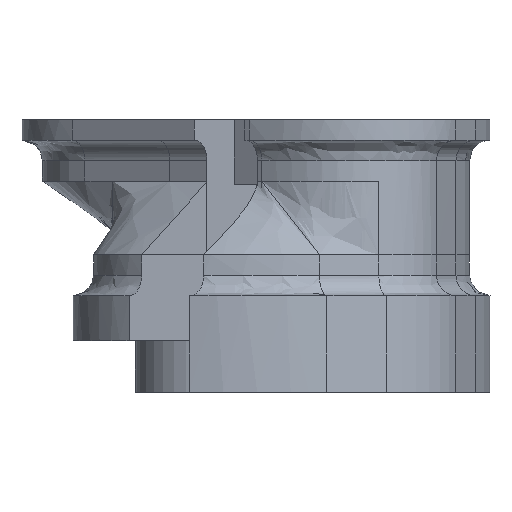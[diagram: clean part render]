
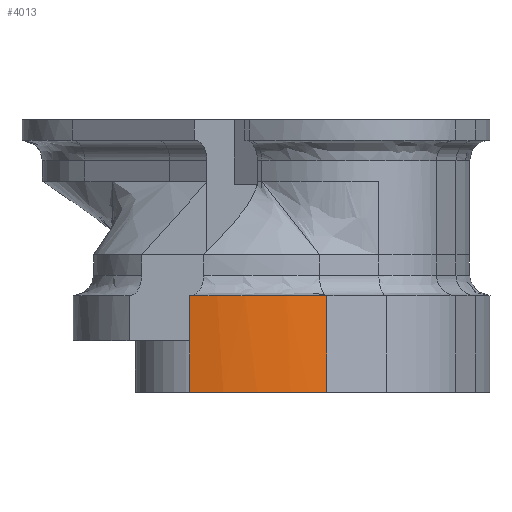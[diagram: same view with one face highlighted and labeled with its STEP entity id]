
A CAD part, left-side view. The second image highlights one B-rep face of the part: STEP entity #4013.
In plain terms, the highlighted free-form (B-spline) face has degree [3, 1] with [17, 2] control points.
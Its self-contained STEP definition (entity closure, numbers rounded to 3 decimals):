
#71 = CARTESIAN_POINT ( 'NONE',  ( -16.657, -2.548, -16.406 ) ) ;
#89 = EDGE_CURVE ( 'NONE', #2071, #4949, #133, .T. ) ;
#133 = LINE ( 'NONE', #4207, #4580 ) ;
#243 = VERTEX_POINT ( 'NONE', #1158 ) ;
#267 = VECTOR ( 'NONE', #4689, 1000. ) ;
#331 = B_SPLINE_SURFACE_WITH_KNOTS ( 'NONE', 3, 1, ( 
 ( #2513, #4989 ),
 ( #4608, #434 ),
 ( #3790, #2086 ),
 ( #4199, #4115 ),
 ( #1687, #2137 ),
 ( #1269, #517 ),
 ( #2922, #892 ),
 ( #71, #1739 ),
 ( #3385, #2160 ),
 ( #1212, #2867 ),
 ( #4524, #810 ),
 ( #406, #3078 ),
 ( #1016, #2652 ),
 ( #2212, #943 ),
 ( #3840, #3512 ),
 ( #2678, #1400 ),
 ( #3052, #3867 ) ),
 .UNSPECIFIED., .F., .F., .F.,
 ( 4, 1, 1, 1, 1, 1, 1, 1, 1, 1, 1, 1, 1, 1, 4 ),
 ( 2, 2 ),
 ( 0.423, 0.428, 0.434, 0.441, 0.449, 0.457, 0.465, 0.473, 0.48, 0.488, 0.494, 0.504, 0.512, 0.52, 0.527 ),
 ( 0., 1. ),
 .UNSPECIFIED. ) ;
#406 = CARTESIAN_POINT ( 'NONE',  ( -16.289, -5.7, -16.406 ) ) ;
#434 = CARTESIAN_POINT ( 'NONE',  ( -16.342, 1.629, -8.906 ) ) ;
#470 = ORIENTED_EDGE ( 'NONE', *, *, #4509, .T. ) ;
#517 = CARTESIAN_POINT ( 'NONE',  ( -16.649, -0.926, -8.906 ) ) ;
#593 = LINE ( 'NONE', #1813, #267 ) ;
#638 = CARTESIAN_POINT ( 'NONE',  ( -16.648, -2.819, -8.906 ) ) ;
#721 = CARTESIAN_POINT ( 'NONE',  ( -16.637, -0.656, -8.906 ) ) ;
#807 = CARTESIAN_POINT ( 'NONE',  ( -16.657, -2.548, -16.406 ) ) ;
#810 = CARTESIAN_POINT ( 'NONE',  ( -16.43, -4.902, -8.906 ) ) ;
#892 = CARTESIAN_POINT ( 'NONE',  ( -16.669, -1.737, -8.906 ) ) ;
#943 = CARTESIAN_POINT ( 'NONE',  ( -15.887, -7.342, -8.906 ) ) ;
#1016 = CARTESIAN_POINT ( 'NONE',  ( -16.115, -6.493, -16.406 ) ) ;
#1142 = CARTESIAN_POINT ( 'NONE',  ( -16.66, -1.197, -8.906 ) ) ;
#1158 = CARTESIAN_POINT ( 'NONE',  ( -16.305, 1.799, -16.406 ) ) ;
#1212 = CARTESIAN_POINT ( 'NONE',  ( -16.533, -4.165, -16.406 ) ) ;
#1237 = CARTESIAN_POINT ( 'NONE',  ( -16.533, -4.165, -16.406 ) ) ;
#1269 = CARTESIAN_POINT ( 'NONE',  ( -16.649, -0.926, -16.406 ) ) ;
#1400 = CARTESIAN_POINT ( 'NONE',  ( -15.464, -8.625, -8.906 ) ) ;
#1421 = ORIENTED_EDGE ( 'NONE', *, *, #89, .T. ) ;
#1565 = CARTESIAN_POINT ( 'NONE',  ( -16.515, 0.622, -16.406 ) ) ;
#1582 = CARTESIAN_POINT ( 'NONE',  ( -16.329, -5.502, -8.906 ) ) ;
#1687 = CARTESIAN_POINT ( 'NONE',  ( -16.597, -0.117, -16.406 ) ) ;
#1739 = CARTESIAN_POINT ( 'NONE',  ( -16.657, -2.548, -8.906 ) ) ;
#1789 = CARTESIAN_POINT ( 'NONE',  ( -15.367, -8.878, -16.406 ) ) ;
#1813 = CARTESIAN_POINT ( 'NONE',  ( -16.305, 1.799, -16.406 ) ) ;
#1985 = CARTESIAN_POINT ( 'NONE',  ( -15.367, -8.878, -8.906 ) ) ;
#2071 = VERTEX_POINT ( 'NONE', #1789 ) ;
#2086 = CARTESIAN_POINT ( 'NONE',  ( -16.414, 1.261, -8.906 ) ) ;
#2137 = CARTESIAN_POINT ( 'NONE',  ( -16.597, -0.117, -8.906 ) ) ;
#2160 = CARTESIAN_POINT ( 'NONE',  ( -16.612, -3.358, -8.906 ) ) ;
#2173 = ORIENTED_EDGE ( 'NONE', *, *, #4816, .T. ) ;
#2212 = CARTESIAN_POINT ( 'NONE',  ( -15.887, -7.342, -16.406 ) ) ;
#2358 = CARTESIAN_POINT ( 'NONE',  ( -15.812, -7.601, -8.906 ) ) ;
#2366 = CARTESIAN_POINT ( 'NONE',  ( -16.414, 1.261, -16.406 ) ) ;
#2482 = CARTESIAN_POINT ( 'NONE',  ( -15.464, -8.625, -16.406 ) ) ;
#2513 = CARTESIAN_POINT ( 'NONE',  ( -16.305, 1.799, -16.406 ) ) ;
#2563 = CARTESIAN_POINT ( 'NONE',  ( -16.289, -5.7, -16.406 ) ) ;
#2635 = DIRECTION ( 'NONE',  ( 0., 0., 1. ) ) ;
#2652 = CARTESIAN_POINT ( 'NONE',  ( -16.115, -6.493, -8.906 ) ) ;
#2678 = CARTESIAN_POINT ( 'NONE',  ( -15.464, -8.625, -16.406 ) ) ;
#2695 = CARTESIAN_POINT ( 'NONE',  ( -16.305, 1.798, -8.906 ) ) ;
#2696 = CARTESIAN_POINT ( 'NONE',  ( -15.367, -8.878, -8.906 ) ) ;
#2750 = ORIENTED_EDGE ( 'NONE', *, *, #4110, .F. ) ;
#2776 = CARTESIAN_POINT ( 'NONE',  ( -16.342, 1.629, -16.406 ) ) ;
#2867 = CARTESIAN_POINT ( 'NONE',  ( -16.533, -4.165, -8.906 ) ) ;
#2888 = B_SPLINE_CURVE_WITH_KNOTS ( 'NONE', 3,
 ( #1985, #5244, #3175, #2358, #4347, #5309, #1582, #4859, #4426, #638, #4015, #1142, #721, #3234, #4890, #2695 ),
 .UNSPECIFIED., .F., .F.,
 ( 4, 2, 2, 2, 2, 2, 2, 4 ),
 ( 0., 0.028, 0.084, 0.14, 0.197, 0.253, 0.309, 0.376 ),
 .UNSPECIFIED. ) ;
#2922 = CARTESIAN_POINT ( 'NONE',  ( -16.669, -1.737, -16.406 ) ) ;
#3052 = CARTESIAN_POINT ( 'NONE',  ( -15.367, -8.878, -16.406 ) ) ;
#3078 = CARTESIAN_POINT ( 'NONE',  ( -16.289, -5.7, -8.906 ) ) ;
#3079 = CARTESIAN_POINT ( 'NONE',  ( -16.305, 1.798, -8.906 ) ) ;
#3175 = CARTESIAN_POINT ( 'NONE',  ( -15.554, -8.37, -8.906 ) ) ;
#3234 = CARTESIAN_POINT ( 'NONE',  ( -16.534, 0.526, -8.906 ) ) ;
#3245 = CARTESIAN_POINT ( 'NONE',  ( -16.649, -0.926, -16.406 ) ) ;
#3323 = CARTESIAN_POINT ( 'NONE',  ( -15.367, -8.878, -16.406 ) ) ;
#3385 = CARTESIAN_POINT ( 'NONE',  ( -16.612, -3.358, -16.406 ) ) ;
#3512 = CARTESIAN_POINT ( 'NONE',  ( -15.645, -8.116, -8.906 ) ) ;
#3649 = CARTESIAN_POINT ( 'NONE',  ( -16.597, -0.117, -16.406 ) ) ;
#3709 = FACE_OUTER_BOUND ( 'NONE', #3982, .T. ) ;
#3786 = CARTESIAN_POINT ( 'NONE',  ( -15.887, -7.342, -16.406 ) ) ;
#3790 = CARTESIAN_POINT ( 'NONE',  ( -16.414, 1.261, -16.406 ) ) ;
#3813 = CARTESIAN_POINT ( 'NONE',  ( -15.645, -8.116, -16.406 ) ) ;
#3840 = CARTESIAN_POINT ( 'NONE',  ( -15.645, -8.116, -16.406 ) ) ;
#3867 = CARTESIAN_POINT ( 'NONE',  ( -15.367, -8.878, -8.906 ) ) ;
#3982 = EDGE_LOOP ( 'NONE', ( #2750, #2173, #1421, #470 ) ) ;
#4013 = ADVANCED_FACE ( 'NONE', ( #3709 ), #331, .T. ) ;
#4015 = CARTESIAN_POINT ( 'NONE',  ( -16.666, -2.278, -8.906 ) ) ;
#4110 = EDGE_CURVE ( 'NONE', #243, #4728, #593, .T. ) ;
#4115 = CARTESIAN_POINT ( 'NONE',  ( -16.515, 0.622, -8.906 ) ) ;
#4139 = CARTESIAN_POINT ( 'NONE',  ( -16.612, -3.358, -16.406 ) ) ;
#4199 = CARTESIAN_POINT ( 'NONE',  ( -16.515, 0.622, -16.406 ) ) ;
#4207 = CARTESIAN_POINT ( 'NONE',  ( -15.367, -8.878, -16.406 ) ) ;
#4347 = CARTESIAN_POINT ( 'NONE',  ( -15.963, -7.082, -8.906 ) ) ;
#4426 = CARTESIAN_POINT ( 'NONE',  ( -16.565, -3.897, -8.906 ) ) ;
#4509 = EDGE_CURVE ( 'NONE', #4949, #4728, #2888, .T. ) ;
#4524 = CARTESIAN_POINT ( 'NONE',  ( -16.43, -4.902, -16.406 ) ) ;
#4580 = VECTOR ( 'NONE', #2635, 1000. ) ;
#4608 = CARTESIAN_POINT ( 'NONE',  ( -16.342, 1.629, -16.406 ) ) ;
#4689 = DIRECTION ( 'NONE',  ( 0., 0., 1. ) ) ;
#4728 = VERTEX_POINT ( 'NONE', #3079 ) ;
#4814 = CARTESIAN_POINT ( 'NONE',  ( -16.305, 1.799, -16.406 ) ) ;
#4816 = EDGE_CURVE ( 'NONE', #243, #2071, #5162, .T. ) ;
#4859 = CARTESIAN_POINT ( 'NONE',  ( -16.501, -4.434, -8.906 ) ) ;
#4890 = CARTESIAN_POINT ( 'NONE',  ( -16.442, 1.167, -8.906 ) ) ;
#4901 = CARTESIAN_POINT ( 'NONE',  ( -16.669, -1.737, -16.406 ) ) ;
#4949 = VERTEX_POINT ( 'NONE', #2696 ) ;
#4961 = CARTESIAN_POINT ( 'NONE',  ( -16.43, -4.902, -16.406 ) ) ;
#4989 = CARTESIAN_POINT ( 'NONE',  ( -16.305, 1.799, -8.906 ) ) ;
#5064 = CARTESIAN_POINT ( 'NONE',  ( -16.115, -6.493, -16.406 ) ) ;
#5162 = B_SPLINE_CURVE_WITH_KNOTS ( 'NONE', 3,
 ( #4814, #2776, #2366, #1565, #3649, #3245, #4901, #807, #4139, #1237, #4961, #2563, #5064, #3786, #3813, #2482, #3323 ),
 .UNSPECIFIED., .F., .F.,
 ( 4, 1, 1, 1, 1, 1, 1, 1, 1, 1, 1, 1, 1, 1, 4 ),
 ( 0.423, 0.428, 0.434, 0.441, 0.449, 0.457, 0.465, 0.473, 0.48, 0.488, 0.494, 0.504, 0.512, 0.52, 0.527 ),
 .UNSPECIFIED. ) ;
#5244 = CARTESIAN_POINT ( 'NONE',  ( -15.463, -8.625, -8.906 ) ) ;
#5309 = CARTESIAN_POINT ( 'NONE',  ( -16.221, -6.032, -8.906 ) ) ;
